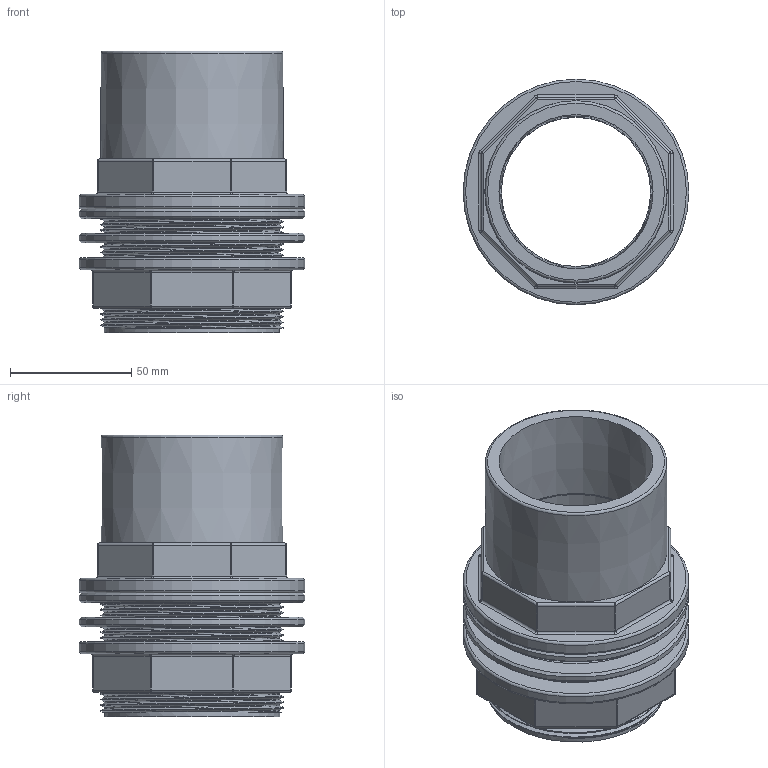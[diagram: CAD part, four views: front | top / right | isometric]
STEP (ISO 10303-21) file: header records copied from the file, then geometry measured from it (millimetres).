
FILE_DESCRIPTION(/* description */ (''),/* implementation_level */ '2;1');
FILE_NAME(/* name */ 'pvc tank connector 63÷75X63mm - 2 1÷2.stp',/* time_stamp */ '2023-05-13T09:02:39+08:00',/* author */ (''),/* organization */ (''),/* preprocessor_version */ 'ST-DEVELOPER v16',/* originating_system */ 'SIEMENS PLM Software NX 10.0',/* authorisation */ '');
FILE_SCHEMA (('AUTOMOTIVE_DESIGN { 1 0 10303 214 3 1 1 1 }'));
Length unit declared in the file: millimetre
Products named in the file (1): gelv1214D7C3kluk
Bounding box: 93 x 93 x 116.2 mm (x, y, z)
Volume: 222775 mm3; surface area: 97353.8 mm2
Topology: 4 solids, 4 shells, 160 faces, 374 edges, 212 vertices
Faces by surface type: cylinder 79, plane 32, torus 21, sphere 16, cone 7, bspline 5
Full cylindrical faces by diameter (mm): 61.5 x1, 72.226 x21, 76.5 x2, 93 x4
Entity records: 14693 total; most frequent: CARTESIAN_POINT 11712, DIRECTION 669, ORIENTED_EDGE 536, AXIS2_PLACEMENT_3D 285, EDGE_CURVE 268, EDGE_LOOP 174, VERTEX_POINT 162, CIRCLE 149
